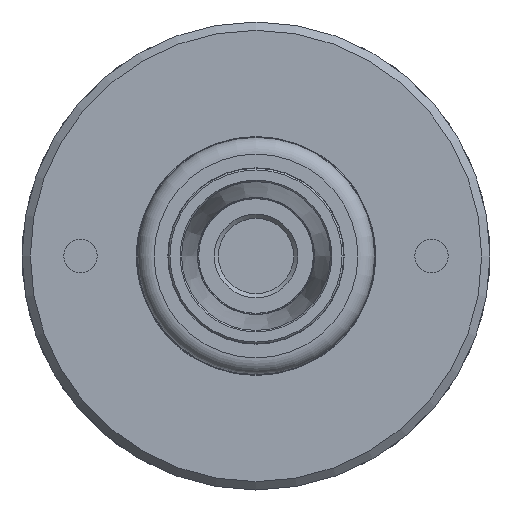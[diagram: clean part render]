
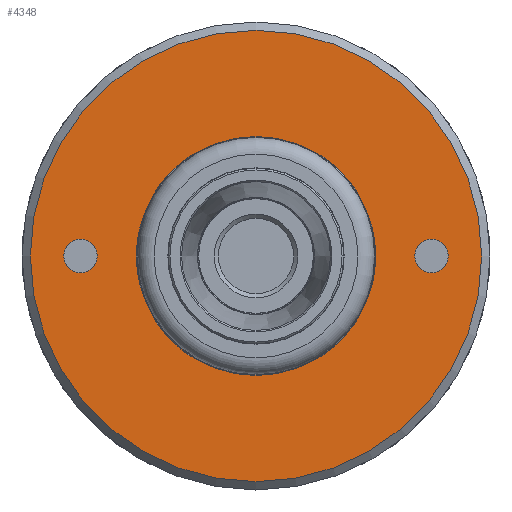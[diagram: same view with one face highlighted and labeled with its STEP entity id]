
A CAD part, left-side view. The second image highlights one B-rep face of the part: STEP entity #4348.
In plain terms, the highlighted planar face has unit normal (-1, 0, 0).
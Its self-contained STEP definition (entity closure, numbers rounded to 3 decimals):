
#335=FACE_BOUND('',#983,.T.);
#336=FACE_BOUND('',#984,.T.);
#337=FACE_BOUND('',#985,.T.);
#538=PLANE('',#4716);
#713=FACE_OUTER_BOUND('',#982,.T.);
#982=EDGE_LOOP('',(#3590));
#983=EDGE_LOOP('',(#3591));
#984=EDGE_LOOP('',(#3592));
#985=EDGE_LOOP('',(#3593));
#1206=CIRCLE('',#4709,2.);
#1207=CIRCLE('',#4711,2.);
#1209=CIRCLE('',#4715,10.5);
#1210=CIRCLE('',#4717,27.);
#2187=VERTEX_POINT('',#7103);
#2188=VERTEX_POINT('',#7107);
#2190=VERTEX_POINT('',#7114);
#2191=VERTEX_POINT('',#7118);
#2686=EDGE_CURVE('',#2187,#2187,#1206,.T.);
#2688=EDGE_CURVE('',#2188,#2188,#1207,.T.);
#2692=EDGE_CURVE('',#2190,#2190,#1209,.T.);
#2693=EDGE_CURVE('',#2191,#2191,#1210,.T.);
#3590=ORIENTED_EDGE('',*,*,#2693,.F.);
#3591=ORIENTED_EDGE('',*,*,#2686,.T.);
#3592=ORIENTED_EDGE('',*,*,#2688,.T.);
#3593=ORIENTED_EDGE('',*,*,#2692,.T.);
#4348=ADVANCED_FACE('',(#713,#335,#336,#337),#538,.T.);
#4709=AXIS2_PLACEMENT_3D('',#7104,#5565,#5566);
#4711=AXIS2_PLACEMENT_3D('',#7108,#5570,#5571);
#4715=AXIS2_PLACEMENT_3D('',#7116,#5580,#5581);
#4716=AXIS2_PLACEMENT_3D('',#7117,#5582,#5583);
#4717=AXIS2_PLACEMENT_3D('',#7119,#5584,#5585);
#5565=DIRECTION('center_axis',(1.,0.,0.));
#5566=DIRECTION('ref_axis',(0.,0.,1.));
#5570=DIRECTION('center_axis',(1.,0.,0.));
#5571=DIRECTION('ref_axis',(0.,0.,1.));
#5580=DIRECTION('center_axis',(1.,0.,0.));
#5581=DIRECTION('ref_axis',(0.,1.,0.));
#5582=DIRECTION('center_axis',(-1.,0.,0.));
#5583=DIRECTION('ref_axis',(0.,0.,1.));
#5584=DIRECTION('center_axis',(1.,0.,0.));
#5585=DIRECTION('ref_axis',(0.,1.,0.));
#7103=CARTESIAN_POINT('',(-108.2,21.,-2.));
#7104=CARTESIAN_POINT('Origin',(-108.2,21.,0.));
#7107=CARTESIAN_POINT('',(-108.2,-21.,-2.));
#7108=CARTESIAN_POINT('Origin',(-108.2,-21.,0.));
#7114=CARTESIAN_POINT('',(-108.2,-10.5,0.));
#7116=CARTESIAN_POINT('Origin',(-108.2,0.,0.));
#7117=CARTESIAN_POINT('Origin',(-108.2,18.75,0.));
#7118=CARTESIAN_POINT('',(-108.2,-27.,0.));
#7119=CARTESIAN_POINT('Origin',(-108.2,0.,0.));
